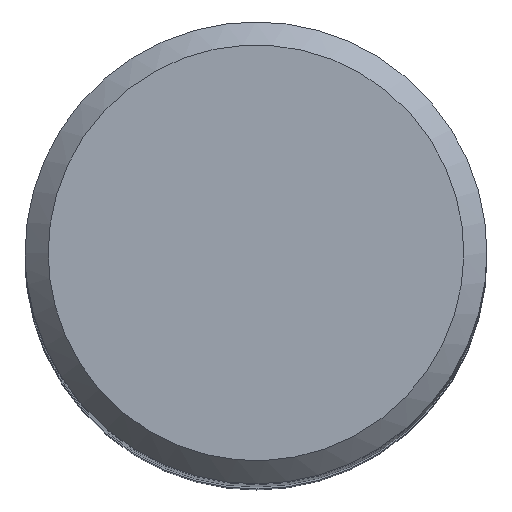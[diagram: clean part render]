
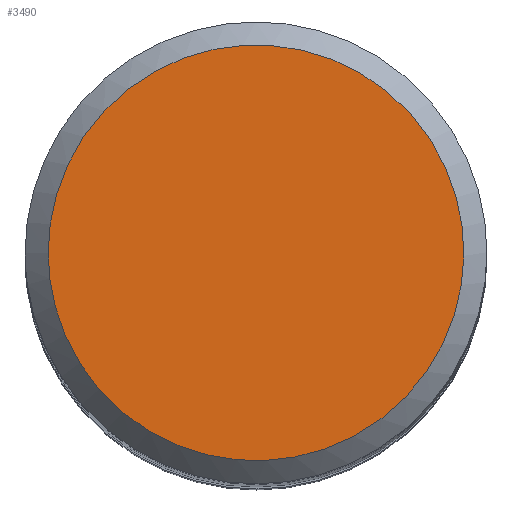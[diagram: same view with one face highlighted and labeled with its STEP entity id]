
A CAD part, top view. The second image highlights one B-rep face of the part: STEP entity #3490.
In plain terms, the highlighted free-form (B-spline) face has degree [1, 1] with [2, 2] control points.
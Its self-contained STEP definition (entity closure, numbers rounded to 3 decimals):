
#2980 = CARTESIAN_POINT ('', (-4.5, 0., 0.));
#2990 = VERTEX_POINT ('', #2980);
#3050 = CARTESIAN_POINT ('', (-4.5, 0., 0.));
#3060 = CARTESIAN_POINT ('', (-4.5, 4.5, 0.));
#3070 = CARTESIAN_POINT ('', (0., 4.5, 0.));
#3080 = CARTESIAN_POINT ('', (4.5, 4.5, 0.));
#3090 = CARTESIAN_POINT ('', (4.5, 0., 0.));
#3100 = CARTESIAN_POINT ('', (4.5, -4.5, 0.));
#3110 = CARTESIAN_POINT ('', (0., -4.5, 0.));
#3120 = CARTESIAN_POINT ('', (-4.5, -4.5, 0.));
#3130 = CARTESIAN_POINT ('', (-4.5, 0., 0.));
#3140 = (
   BOUNDED_CURVE ()
   B_SPLINE_CURVE (2, (#3050, #3060, #3070, #3080, #3090, #3100, #3110, #3120, #3130), .UNSPECIFIED., .T., .U.)
   B_SPLINE_CURVE_WITH_KNOTS ((3, 2, 2, 2, 3), (0., 0.25, 0.5, 0.75, 1.), .UNSPECIFIED.)
   CURVE ()
   GEOMETRIC_REPRESENTATION_ITEM ()
   RATIONAL_B_SPLINE_CURVE ((1., 0.707, 1., 0.707, 1., 0.707, 1., 0.707, 1.))
   REPRESENTATION_ITEM ('')
);
#3150 = EDGE_CURVE ('', #2990, #2990, #3140, .T.);
#3410 = ORIENTED_EDGE ('', *, *, #3150, .F.);
#3420 = EDGE_LOOP ('', (#3410));
#3430 = FACE_OUTER_BOUND ('', #3420, .T.);
#3440 = CARTESIAN_POINT ('', (4.5, -4.5, 0.));
#3450 = CARTESIAN_POINT ('', (-4.5, -4.5, 0.));
#3460 = CARTESIAN_POINT ('', (4.5, 4.5, 0.));
#3470 = CARTESIAN_POINT ('', (-4.5, 4.5, 0.));
#3480 = B_SPLINE_SURFACE_WITH_KNOTS ('', 1, 1, ((#3440, #3450), (#3460, #3470)), .UNSPECIFIED., .F., .F., .U., (2, 2), (2, 2), (0.045, 0.955), (0.045, 0.955), .UNSPECIFIED.);
#3490 = ADVANCED_FACE ('', (#3430), #3480, .T.);
